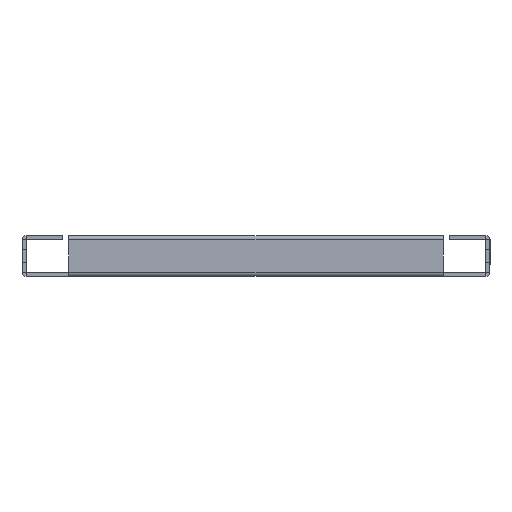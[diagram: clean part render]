
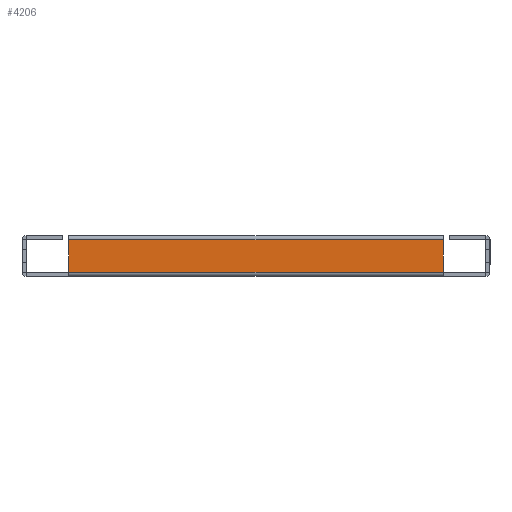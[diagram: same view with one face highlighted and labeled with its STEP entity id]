
A CAD part, left-side view. The second image highlights one B-rep face of the part: STEP entity #4206.
In plain terms, the highlighted planar face has unit normal (-1, 0, 0).
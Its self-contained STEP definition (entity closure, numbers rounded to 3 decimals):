
#224 = CARTESIAN_POINT ( 'NONE',  ( -1041.51, 114.5, 2.51 ) ) ;
#228 = CARTESIAN_POINT ( 'NONE',  ( -1041.51, -114.5, 2.5 ) ) ;
#229 = DIRECTION ( 'NONE',  ( 0., 1., 0. ) ) ;
#231 = DIRECTION ( 'NONE',  ( 0., 0., 1. ) ) ;
#238 = CARTESIAN_POINT ( 'NONE',  ( -1041.51, 114.5, 2.5 ) ) ;
#243 = DIRECTION ( 'NONE',  ( 0., 0., -1. ) ) ;
#248 = CARTESIAN_POINT ( 'NONE',  ( -1041.51, -114.5, 22.49 ) ) ;
#249 = DIRECTION ( 'NONE',  ( 0., 1., 0. ) ) ;
#1390 = CARTESIAN_POINT ( 'NONE',  ( -1041.51, 114.5, 2.5 ) ) ;
#1394 = PLANE ( 'NONE',  #3987 ) ;
#1397 = DIRECTION ( 'NONE',  ( 1., 0., 0. ) ) ;
#1398 = DIRECTION ( 'NONE',  ( 0., 0., -1. ) ) ;
#1650 = VERTEX_POINT ( 'NONE', #4655 ) ;
#1656 = VERTEX_POINT ( 'NONE', #4661 ) ;
#1659 = VERTEX_POINT ( 'NONE', #4664 ) ;
#1662 = VERTEX_POINT ( 'NONE', #4667 ) ;
#2031 = EDGE_LOOP ( 'NONE', ( #5004, #4942, #4982, #5051 ) ) ;
#2357 = EDGE_CURVE ( 'NONE', #1662, #1656, #3055, .T. ) ;
#2358 = EDGE_CURVE ( 'NONE', #1662, #1659, #3054, .T. ) ;
#2364 = EDGE_CURVE ( 'NONE', #1650, #1656, #3065, .T. ) ;
#2367 = EDGE_CURVE ( 'NONE', #1659, #1650, #3079, .T. ) ;
#3054 = LINE ( 'NONE', #228, #3062 ) ;
#3055 = LINE ( 'NONE', #224, #3060 ) ;
#3060 = VECTOR ( 'NONE', #229, 1000. ) ;
#3062 = VECTOR ( 'NONE', #231, 1000. ) ;
#3065 = LINE ( 'NONE', #238, #3074 ) ;
#3074 = VECTOR ( 'NONE', #243, 1000. ) ;
#3079 = LINE ( 'NONE', #248, #3080 ) ;
#3080 = VECTOR ( 'NONE', #249, 1000. ) ;
#3904 = FACE_OUTER_BOUND ( 'NONE', #2031, .T. ) ;
#3987 = AXIS2_PLACEMENT_3D ( 'NONE', #1390, #1397, #1398 ) ;
#4206 = ADVANCED_FACE ( 'NONE', ( #3904 ), #1394, .F. ) ;
#4655 = CARTESIAN_POINT ( 'NONE',  ( -1041.51, 114.5, 22.49 ) ) ;
#4661 = CARTESIAN_POINT ( 'NONE',  ( -1041.51, 114.5, 2.51 ) ) ;
#4664 = CARTESIAN_POINT ( 'NONE',  ( -1041.51, -114.5, 22.49 ) ) ;
#4667 = CARTESIAN_POINT ( 'NONE',  ( -1041.51, -114.5, 2.51 ) ) ;
#4942 = ORIENTED_EDGE ( 'NONE', *, *, #2364, .T. ) ;
#4982 = ORIENTED_EDGE ( 'NONE', *, *, #2357, .F. ) ;
#5004 = ORIENTED_EDGE ( 'NONE', *, *, #2367, .T. ) ;
#5051 = ORIENTED_EDGE ( 'NONE', *, *, #2358, .T. ) ;
